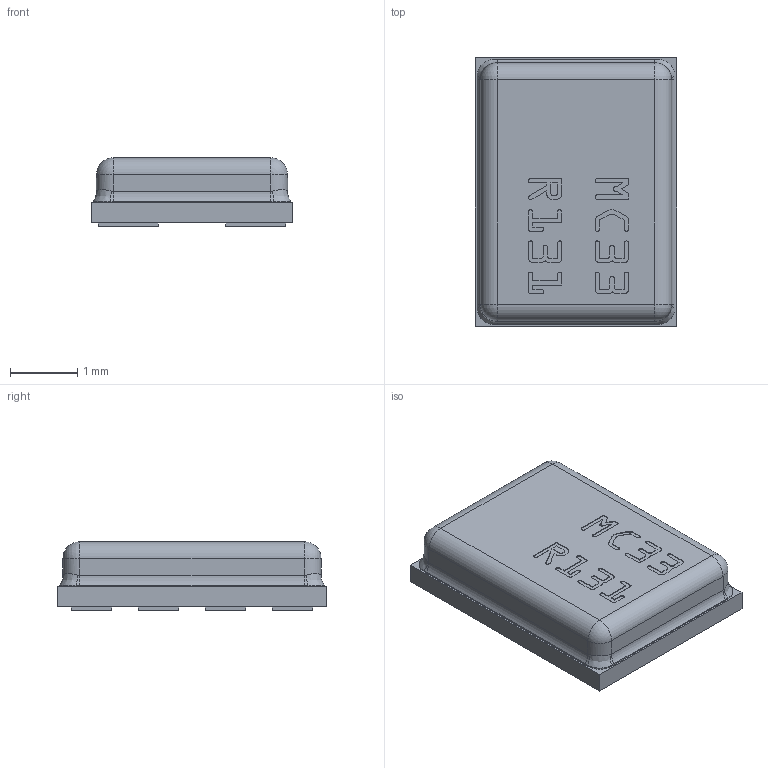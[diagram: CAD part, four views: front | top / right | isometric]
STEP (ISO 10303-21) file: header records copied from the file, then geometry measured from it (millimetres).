
FILE_DESCRIPTION(/* description */ (''),/* implementation_level */ '2;1');
FILE_NAME(/* name */ 'MSM261S4030.stp',/* time_stamp */ '2023-06-12T12:21:03-06:00',/* author */ ('mbunds'),/* organization */ (''),/* preprocessor_version */ 'ST-DEVELOPER v16.1',/* originating_system */ 'Autodesk Inventor 2016',/* authorisation */ '');
FILE_SCHEMA (('AUTOMOTIVE_DESIGN { 1 0 10303 214 3 1 1 }'));
Length unit declared in the file: millimetre
Products named in the file (3): MSM261S4030; MSM261S4030_cover; MSM261S4030_1
Assembly tree (2 placements, depth 2):
  MSM261S4030_1
    MSM261S4030
    MSM261S4030_cover
Bounding box: 3 x 4 x 1.02 mm (x, y, z)
Volume: 5.6 mm3; surface area: 74.4 mm2
Topology: 10 solids, 10 shells, 279 faces, 715 edges, 458 vertices
Faces by surface type: plane 158, bspline 89, cylinder 24, sphere 8
Entity records: 11262 total; most frequent: CARTESIAN_POINT 4714, ORIENTED_EDGE 1414, DIRECTION 999, EDGE_CURVE 707, LINE 489, VECTOR 489, VERTEX_POINT 458, EDGE_LOOP 289
